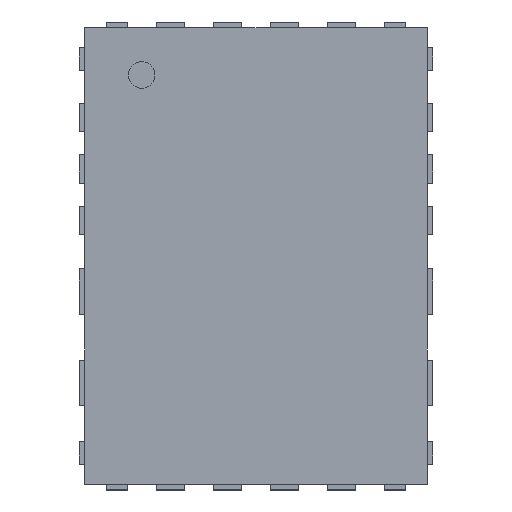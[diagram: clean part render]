
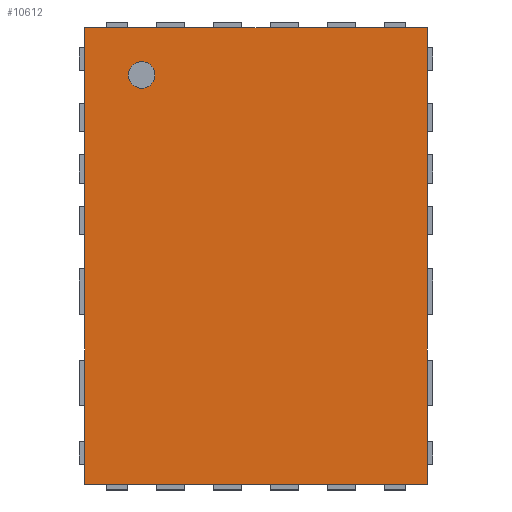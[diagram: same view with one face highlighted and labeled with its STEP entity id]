
A CAD part, top view. The second image highlights one B-rep face of the part: STEP entity #10612.
In plain terms, the highlighted planar face has unit normal (0, 0, 1).
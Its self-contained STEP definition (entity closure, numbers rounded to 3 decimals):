
#517=LINE('',#14619,#1437);
#774=LINE('',#15311,#1694);
#785=LINE('',#15325,#1705);
#786=LINE('',#15327,#1706);
#1437=VECTOR('',#12292,1000.);
#1694=VECTOR('',#12925,1000.);
#1705=VECTOR('',#12940,1000.);
#1706=VECTOR('',#12941,1000.);
#3137=ORIENTED_EDGE('',*,*,#5165,.T.);
#3138=ORIENTED_EDGE('',*,*,#5166,.T.);
#3139=ORIENTED_EDGE('',*,*,#4816,.T.);
#3140=ORIENTED_EDGE('',*,*,#5154,.T.);
#3141=ORIENTED_EDGE('',*,*,#5167,.T.);
#4816=EDGE_CURVE('',#5866,#5865,#517,.T.);
#5154=EDGE_CURVE('',#5865,#6112,#774,.T.);
#5165=EDGE_CURVE('',#6113,#6113,#6480,.T.);
#5166=EDGE_CURVE('',#6114,#5866,#785,.T.);
#5167=EDGE_CURVE('',#6112,#6114,#786,.T.);
#5865=VERTEX_POINT('',#14618);
#5866=VERTEX_POINT('',#14620);
#6112=VERTEX_POINT('',#15310);
#6113=VERTEX_POINT('',#15324);
#6114=VERTEX_POINT('',#15326);
#6480=CIRCLE('',#11209,0.116);
#6780=EDGE_LOOP('',(#3137));
#6781=EDGE_LOOP('',(#3138,#3139,#3140,#3141));
#7178=FACE_BOUND('',#6780,.T.);
#7179=FACE_BOUND('',#6781,.T.);
#7497=PLANE('',#11208);
#10612=ADVANCED_FACE('',(#7178,#7179),#7497,.T.);
#11208=AXIS2_PLACEMENT_3D('',#15322,#12936,#12937);
#11209=AXIS2_PLACEMENT_3D('',#15323,#12938,#12939);
#12292=DIRECTION('',(0.,1.,0.));
#12925=DIRECTION('',(-1.,0.,0.));
#12936=DIRECTION('',(0.,0.,1.));
#12937=DIRECTION('',(1.,0.,0.));
#12938=DIRECTION('',(0.,0.,-1.));
#12939=DIRECTION('',(1.,0.,0.));
#12940=DIRECTION('',(1.,0.,0.));
#12941=DIRECTION('',(0.,-1.,0.));
#14618=CARTESIAN_POINT('',(1.5,2.,0.7));
#14619=CARTESIAN_POINT('',(1.5,-2.,0.7));
#14620=CARTESIAN_POINT('',(1.5,-2.,0.7));
#15310=CARTESIAN_POINT('',(-1.5,2.,0.7));
#15311=CARTESIAN_POINT('',(1.5,2.,0.7));
#15322=CARTESIAN_POINT('',(0.,0.,0.7));
#15323=CARTESIAN_POINT('',(-1.002,1.585,0.7));
#15324=CARTESIAN_POINT('',(-0.886,1.585,0.7));
#15325=CARTESIAN_POINT('',(-1.5,-2.,0.7));
#15326=CARTESIAN_POINT('',(-1.5,-2.,0.7));
#15327=CARTESIAN_POINT('',(-1.5,2.,0.7));
